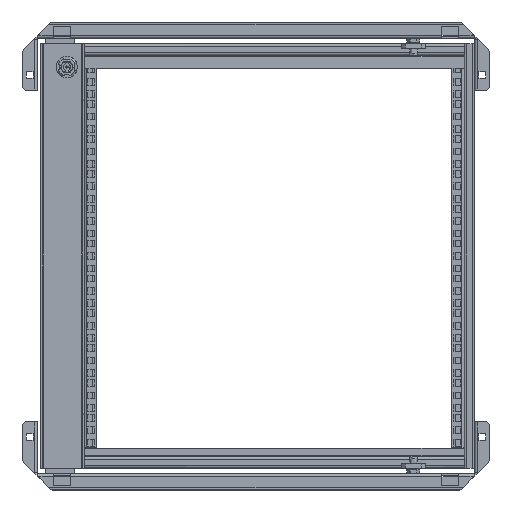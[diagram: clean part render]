
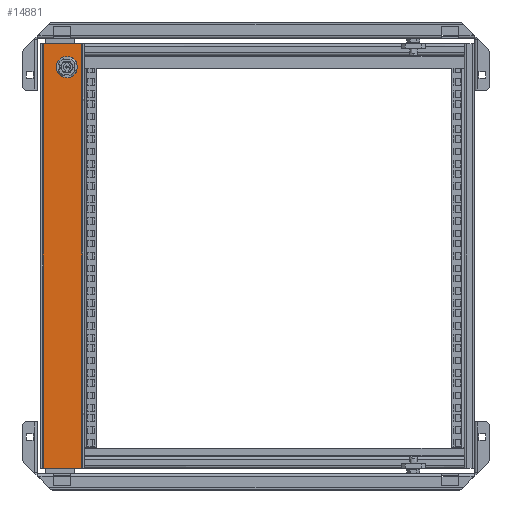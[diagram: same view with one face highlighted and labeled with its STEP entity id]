
A CAD part, top view. The second image highlights one B-rep face of the part: STEP entity #14881.
In plain terms, the highlighted planar face has unit normal (0, 0, 1).
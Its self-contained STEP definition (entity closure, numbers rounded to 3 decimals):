
#46=DIRECTION('',(-1.,0.,0.));
#47=VECTOR('',#46,49.);
#48=CARTESIAN_POINT('',(-245.5,271.,0.));
#49=LINE('',#48,#47);
#163=DIRECTION('',(0.,-1.,0.));
#164=VECTOR('',#163,542.);
#165=CARTESIAN_POINT('',(-294.5,271.,0.));
#166=LINE('',#165,#164);
#167=DIRECTION('',(0.,-1.,0.));
#168=VECTOR('',#167,542.);
#169=CARTESIAN_POINT('',(-245.5,271.,0.));
#170=LINE('',#169,#168);
#171=DIRECTION('',(-1.,0.,0.));
#172=VECTOR('',#171,49.);
#173=CARTESIAN_POINT('',(-245.5,-271.,0.));
#174=LINE('',#173,#172);
#175=CARTESIAN_POINT('',(-264.5,241.,0.));
#176=DIRECTION('',(0.,0.,1.));
#177=DIRECTION('',(1.,0.,0.));
#178=AXIS2_PLACEMENT_3D('',#175,#176,#177);
#180=CARTESIAN_POINT('',(-264.5,241.,0.));
#181=DIRECTION('',(0.,0.,1.));
#182=DIRECTION('',(-1.,0.,0.));
#183=AXIS2_PLACEMENT_3D('',#180,#181,#182);
#12750=CARTESIAN_POINT('',(-245.5,271.,0.));
#12751=VERTEX_POINT('',#12750);
#12752=CARTESIAN_POINT('',(-245.5,-271.,0.));
#12753=VERTEX_POINT('',#12752);
#12754=CARTESIAN_POINT('',(-294.5,-271.,0.));
#12755=VERTEX_POINT('',#12754);
#12758=CARTESIAN_POINT('',(-294.5,271.,0.));
#12759=VERTEX_POINT('',#12758);
#14199=CARTESIAN_POINT('',(-251.25,241.,0.));
#14200=CARTESIAN_POINT('',(-277.75,241.,0.));
#14201=VERTEX_POINT('',#14199);
#14202=VERTEX_POINT('',#14200);
#14862=CARTESIAN_POINT('',(-270.,0.,0.));
#14863=DIRECTION('',(0.,0.,1.));
#14864=DIRECTION('',(1.,0.,0.));
#14865=AXIS2_PLACEMENT_3D('',#14862,#14863,#14864);
#14866=PLANE('',#14865);
#14867=ORIENTED_EDGE('',*,*,#14672,.F.);
#14869=ORIENTED_EDGE('',*,*,#14868,.T.);
#14871=ORIENTED_EDGE('',*,*,#14870,.T.);
#14872=ORIENTED_EDGE('',*,*,#14854,.F.);
#14873=EDGE_LOOP('',(#14867,#14869,#14871,#14872));
#14874=FACE_OUTER_BOUND('',#14873,.F.);
#14876=ORIENTED_EDGE('',*,*,#14875,.T.);
#14878=ORIENTED_EDGE('',*,*,#14877,.T.);
#14879=EDGE_LOOP('',(#14876,#14878));
#14880=FACE_BOUND('',#14879,.F.);
#14881=ADVANCED_FACE('',(#14874,#14880),#14866,.T.);
#179=CIRCLE('',#178,13.25);
#184=CIRCLE('',#183,13.25);
#14672=EDGE_CURVE('',#12751,#12759,#49,.T.);
#14854=EDGE_CURVE('',#12759,#12755,#166,.T.);
#14868=EDGE_CURVE('',#12751,#12753,#170,.T.);
#14870=EDGE_CURVE('',#12753,#12755,#174,.T.);
#14875=EDGE_CURVE('',#14201,#14202,#179,.T.);
#14877=EDGE_CURVE('',#14202,#14201,#184,.T.);
